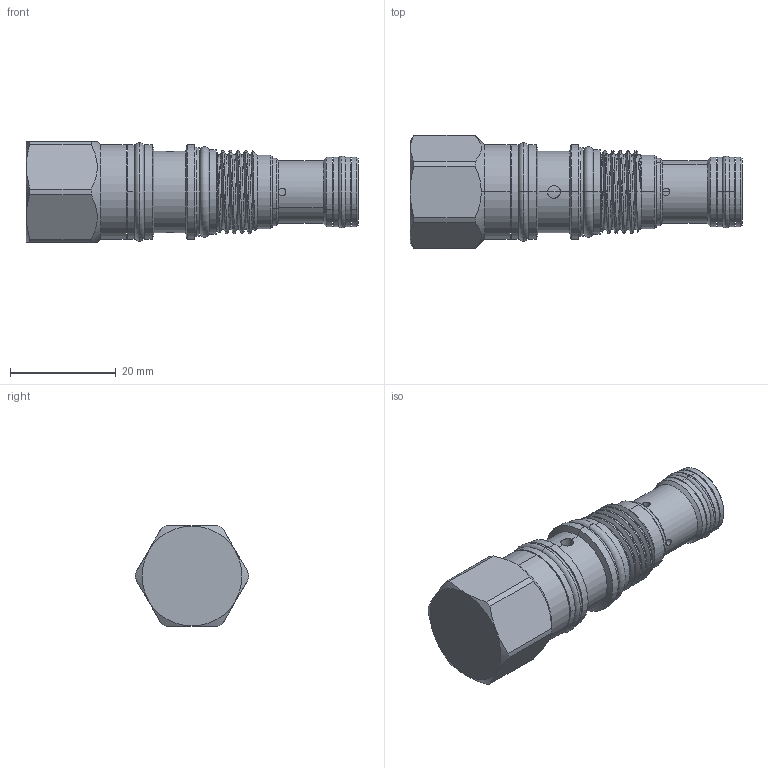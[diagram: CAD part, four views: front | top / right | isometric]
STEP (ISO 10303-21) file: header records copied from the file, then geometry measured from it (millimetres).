
FILE_DESCRIPTION (( 'STEP AP203' ), '1' );
FILE_NAME ('LS163A33-N.STEP', '2016-06-06T07:38:20', ( '' ), ( '' ), 'SwSTEP 2.0', 'SolidWorks 2012', '' );
FILE_SCHEMA (( 'CONFIG_CONTROL_DESIGN' ));
Length unit declared in the file: millimetre
Products named in the file (1): LS163A33-N
Bounding box: 62.77 x 21.4 x 19.05 mm (x, y, z)
Volume: 12929.5 mm3; surface area: 5681.7 mm2
Topology: 5 solids, 5 shells, 160 faces, 374 edges, 231 vertices
Faces by surface type: cylinder 85, plane 32, cone 28, torus 12, bspline 3
Entity records: 6343 total; most frequent: CARTESIAN_POINT 2654, DIRECTION 777, ORIENTED_EDGE 744, EDGE_CURVE 372, AXIS2_PLACEMENT_3D 324, VERTEX_POINT 231, EDGE_LOOP 177, CIRCLE 166
